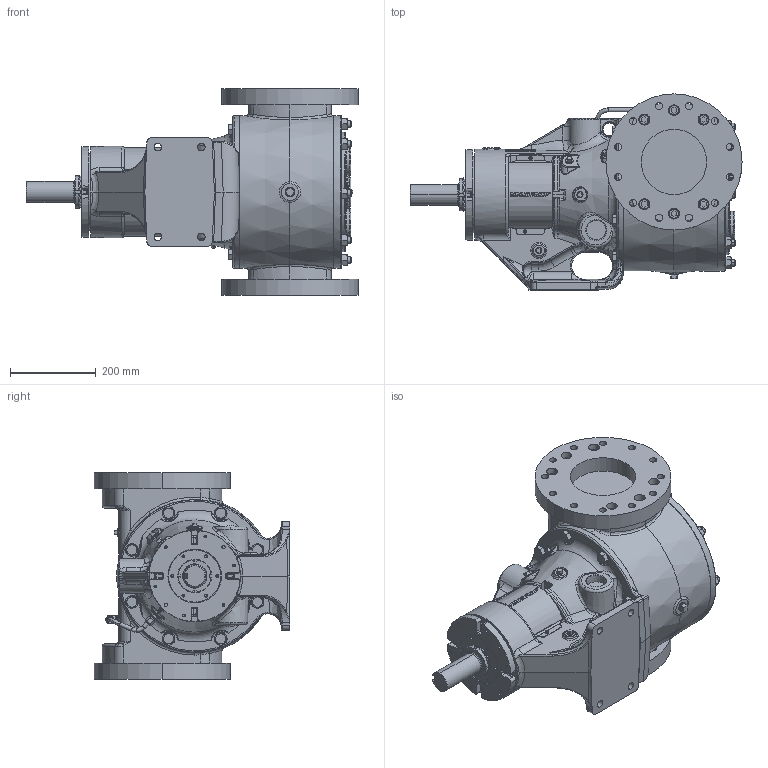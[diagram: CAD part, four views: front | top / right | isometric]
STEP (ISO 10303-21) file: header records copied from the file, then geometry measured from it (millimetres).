
FILE_DESCRIPTION (( 'STEP AP214' ), '1' );
FILE_NAME ('QV-2363.step', '2025-12-05T18:23:17', ( '' ), ( '' ), 'SwSTEP 2.0', 'SolidWorks 2024', '' );
FILE_SCHEMA (( 'AUTOMOTIVE_DESIGN' ));
Length unit declared in the file: inch
Products named in the file (1): QV-2363
Bounding box: 774.73 x 457.2 x 482.6 mm (x, y, z)
Volume: 49473125.2 mm3; surface area: 1633427.2 mm2
Topology: 1 solids, 1 shells, 3960 faces, 10109 edges, 6366 vertices
Faces by surface type: bspline 1336, plane 1305, cylinder 664, cone 495, torus 122, sphere 38
Entity records: 183376 total; most frequent: CARTESIAN_POINT 97859, ORIENTED_EDGE 20052, DIRECTION 13954, EDGE_CURVE 10026, VERTEX_POINT 6363, AXIS2_PLACEMENT_3D 4828, EDGE_LOOP 4329, VECTOR 4298
